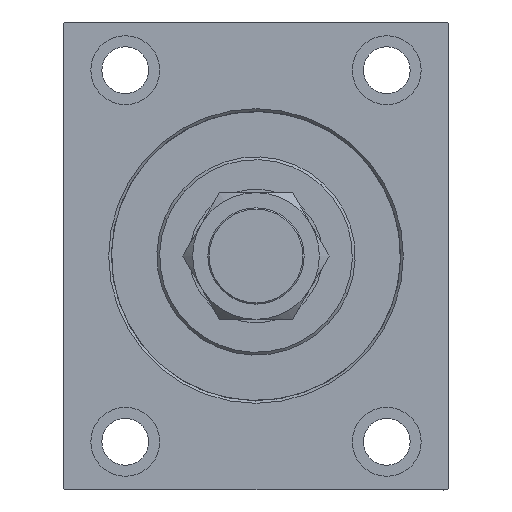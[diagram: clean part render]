
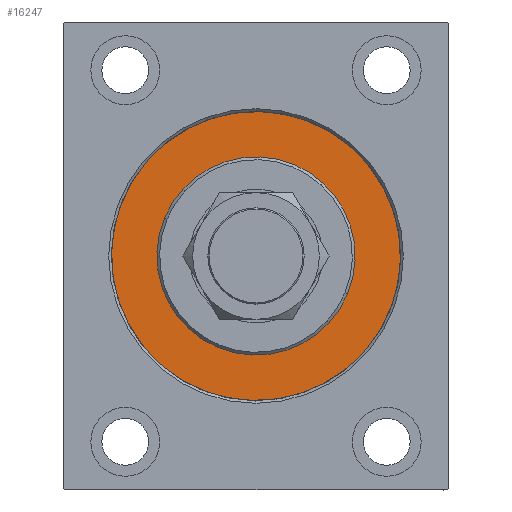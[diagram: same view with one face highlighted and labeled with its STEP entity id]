
A CAD part, left-side view. The second image highlights one B-rep face of the part: STEP entity #16247.
In plain terms, the highlighted face is planar.
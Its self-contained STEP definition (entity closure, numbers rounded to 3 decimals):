
#1757 = VERTEX_POINT ( 'NONE', #27673 ) ;
#2144 = CARTESIAN_POINT ( 'NONE',  ( 0., 0., 0. ) ) ;
#3309 = AXIS2_PLACEMENT_3D ( 'NONE', #2144, #40973, #44232 ) ;
#4464 = EDGE_LOOP ( 'NONE', ( #22792, #39028 ) ) ;
#5184 = CARTESIAN_POINT ( 'NONE',  ( 0., 0., 36. ) ) ;
#5737 = FACE_OUTER_BOUND ( 'NONE', #32297, .T. ) ;
#6442 = EDGE_CURVE ( 'NONE', #1757, #37872, #25688, .T. ) ;
#10436 = AXIS2_PLACEMENT_3D ( 'NONE', #23962, #12985, #45943 ) ;
#12985 = DIRECTION ( 'NONE',  ( -1., 0., 0. ) ) ;
#13619 = EDGE_CURVE ( 'NONE', #37872, #1757, #16949, .T. ) ;
#15044 = AXIS2_PLACEMENT_3D ( 'NONE', #33322, #19739, #19972 ) ;
#16247 = ADVANCED_FACE ( 'NONE', ( #20217, #5737 ), #31680, .F. ) ;
#16949 = CIRCLE ( 'NONE', #34130, 52.5 ) ;
#19541 = CARTESIAN_POINT ( 'NONE',  ( 0., 0., -52.5 ) ) ;
#19739 = DIRECTION ( 'NONE',  ( 1., 0., 0. ) ) ;
#19972 = DIRECTION ( 'NONE',  ( 0., 0., -1. ) ) ;
#20217 = FACE_BOUND ( 'NONE', #4464, .T. ) ;
#21435 = ORIENTED_EDGE ( 'NONE', *, *, #6442, .F. ) ;
#22459 = VERTEX_POINT ( 'NONE', #5184 ) ;
#22792 = ORIENTED_EDGE ( 'NONE', *, *, #28237, .F. ) ;
#23358 = CIRCLE ( 'NONE', #28616, 36. ) ;
#23962 = CARTESIAN_POINT ( 'NONE',  ( 0., 0., 0. ) ) ;
#24438 = DIRECTION ( 'NONE',  ( -1., 0., 0. ) ) ;
#24771 = CIRCLE ( 'NONE', #15044, 36. ) ;
#25143 = CARTESIAN_POINT ( 'NONE',  ( 0., 0., 0. ) ) ;
#25572 = EDGE_CURVE ( 'NONE', #34767, #22459, #24771, .T. ) ;
#25688 = CIRCLE ( 'NONE', #3309, 52.5 ) ;
#27673 = CARTESIAN_POINT ( 'NONE',  ( 0., 0., 52.5 ) ) ;
#28237 = EDGE_CURVE ( 'NONE', #22459, #34767, #23358, .T. ) ;
#28616 = AXIS2_PLACEMENT_3D ( 'NONE', #25143, #29102, #40087 ) ;
#29102 = DIRECTION ( 'NONE',  ( 1., 0., 0. ) ) ;
#31680 = PLANE ( 'NONE',  #10436 ) ;
#32121 = CARTESIAN_POINT ( 'NONE',  ( 0., 0., 0. ) ) ;
#32297 = EDGE_LOOP ( 'NONE', ( #36562, #21435 ) ) ;
#33322 = CARTESIAN_POINT ( 'NONE',  ( 0., 0., 0. ) ) ;
#34130 = AXIS2_PLACEMENT_3D ( 'NONE', #32121, #24438, #38916 ) ;
#34767 = VERTEX_POINT ( 'NONE', #39576 ) ;
#36562 = ORIENTED_EDGE ( 'NONE', *, *, #13619, .F. ) ;
#37872 = VERTEX_POINT ( 'NONE', #19541 ) ;
#38916 = DIRECTION ( 'NONE',  ( 0., 0., 1. ) ) ;
#39028 = ORIENTED_EDGE ( 'NONE', *, *, #25572, .F. ) ;
#39576 = CARTESIAN_POINT ( 'NONE',  ( 0., 0., -36. ) ) ;
#40087 = DIRECTION ( 'NONE',  ( 0., 0., -1. ) ) ;
#40973 = DIRECTION ( 'NONE',  ( -1., 0., 0. ) ) ;
#44232 = DIRECTION ( 'NONE',  ( 0., 0., 1. ) ) ;
#45943 = DIRECTION ( 'NONE',  ( 0., 0., 1. ) ) ;
